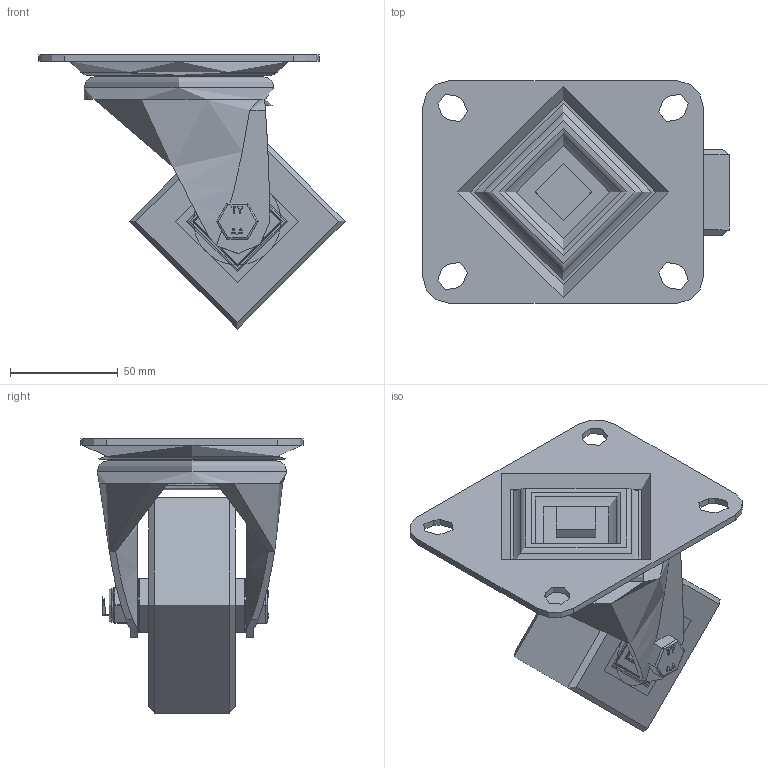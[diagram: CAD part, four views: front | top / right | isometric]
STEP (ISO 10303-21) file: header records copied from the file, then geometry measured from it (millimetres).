
FILE_DESCRIPTION(/* description */ (''),/* implementation_level */ '2;1');
FILE_NAME(/* name */ 'BZH100PTBJLP.step',/* time_stamp */ '2024-05-17T09:13:39+01:00',/* author */ (''),/* organization */ (''),/* preprocessor_version */ 'ST-DEVELOPER v20',/* originating_system */ 'Autodesk Translation Framework v13.14.0.145',/* authorisation */ '');
FILE_SCHEMA (('AUTOMOTIVE_DESIGN { 1 0 10303 214 3 1 1 }'));
Length unit declared in the file: millimetre
Products named in the file (26): BZH100PTBJLP; BZPH100WPTBJM20 v1; POLYURETHANE TYRE; CAST IRON RIM; CAST IRON RIM Geometry; SPACER; BEARING6204; BALL BEARINGS; BEARING6204 (1); BALL BEARINGS (1); Component3; STEEL; RUBBER; BZH100ASLP v1; ZINC PLATED PRESSED STEEL FORK; ZINC PLATED PRESSED STEEL TOP PLATE; TH20X5X10 v1; ZINC PLATED, HEADED SPACER; TH20X5X10 v1 (1); ZINC PLATED, HEADED SPACER (1); NYLOCM10Z v1; NYLOC NUT; RUBBER (1); NUT; HEXBOLTM10X70Z8.8 v2; GRADE 8.8 THREADED ZINC PLATED BOLT
Assembly tree (42 placements, depth 5):
  BZH100PTBJLP
    BZPH100WPTBJM20 v1
      POLYURETHANE TYRE
      CAST IRON RIM
        CAST IRON RIM Geometry
        SPACER
      BEARING6204
        BALL BEARINGS
          Component3  x8
        STEEL
        RUBBER
      BEARING6204 (1)
        BALL BEARINGS (1)
          Component3  x8
        STEEL
        RUBBER
    BZH100ASLP v1
      ZINC PLATED PRESSED STEEL FORK
      ZINC PLATED PRESSED STEEL TOP PLATE
    TH20X5X10 v1
      ZINC PLATED, HEADED SPACER
    TH20X5X10 v1 (1)
      ZINC PLATED, HEADED SPACER (1)
    NYLOCM10Z v1
      NYLOC NUT
        RUBBER (1)
        NUT
    HEXBOLTM10X70Z8.8 v2
      GRADE 8.8 THREADED ZINC PLATED BOLT
Bounding box: 142 x 103 x 127.13 mm (x, y, z)
Volume: 397731.7 mm3; surface area: 153281.8 mm2
Topology: 36 solids, 36 shells, 1270 faces, 3404 edges, 2236 vertices
Faces by surface type: plane 575, bspline 378, cylinder 260, sphere 28, torus 25, cone 4
Full cylindrical faces by diameter (mm): 8.141 x18, 9.85 x19, 10 x3, 10.5 x4, 12 x2, 16 x2, 19.85 x2, 20 x3, 24 x1, 25 x2, 26 x1, 27 x10, 28 x1, 28.5 x4, 29 x8, 30 x2, 36 x1, 40 x4, 40.5 x4, 41.5 x4, 42 x8, 44 x2, 47 x4, 57 x2, 82 x1, 88 x1, 100 x1
Entity records: 32478 total; most frequent: CARTESIAN_POINT 13609, ORIENTED_EDGE 4094, DIRECTION 3222, EDGE_CURVE 2047, VERTEX_POINT 1336, AXIS2_PLACEMENT_3D 1100, LINE 1022, VECTOR 1022
